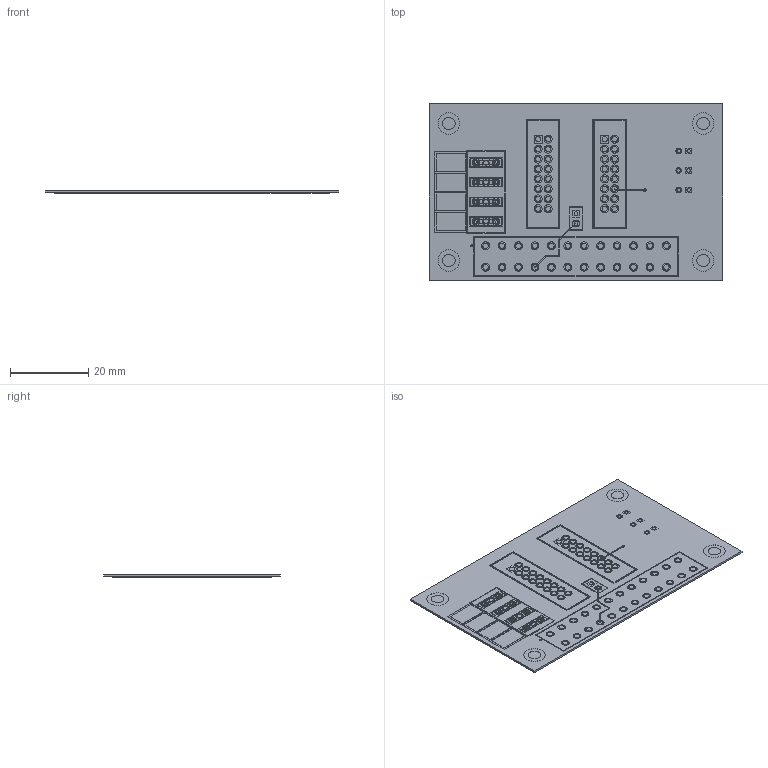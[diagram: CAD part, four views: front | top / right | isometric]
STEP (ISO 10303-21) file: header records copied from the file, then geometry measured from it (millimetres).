
FILE_DESCRIPTION( ( '' ), ' ' );
FILE_NAME( '5a9e8e0bee98c80f3f6fa6bb.step', '2018-03-06T12:48:12', ( '' ), ( '' ), ' ', ' ', ' ' );
FILE_SCHEMA( ( 'AUTOMOTIVE_DESIGN { 1 0 10303 214 1 1 1 1 }' ) );
Length unit declared in the file: metre
Products named in the file (428): Assem1; Open CASCADE STEP translator 6.8 1; Open CASCADE STEP translator 6.8 2; Open CASCADE STEP translator 6.8 3; Open CASCADE STEP translator 6.8 4; Open CASCADE STEP translator 6.8 5; Open CASCADE STEP translator 6.8 6; Open CASCADE STEP translator 6.8 7; Open CASCADE STEP translator 6.8 8; Open CASCADE STEP translator 6.8 9; Open CASCADE STEP translator 6.8 10; Open CASCADE STEP translator 6.8 11; Open CASCADE STEP translator 6.8 12; Open CASCADE STEP translator 6.8 13; Open CASCADE STEP translator 6.8 14; Open CASCADE STEP translator 6.8 15; Open CASCADE STEP translator 6.8 16; Open CASCADE STEP translator 6.8 17; Open CASCADE STEP translator 6.8 18; Open CASCADE STEP translator 6.8 19; Open CASCADE STEP translator 6.8 20; Open CASCADE STEP translator 6.8 21; Open CASCADE STEP translator 6.8 22; Open CASCADE STEP translator 6.8 23; Open CASCADE STEP translator 6.8 24; Open CASCADE STEP translator 6.8 25; Open CASCADE STEP translator 6.8 26; Open CASCADE STEP translator 6.8 27; Open CASCADE STEP translator 6.8 28; Open CASCADE STEP translator 6.8 29; Open CASCADE STEP translator 6.8 30; Open CASCADE STEP translator 6.8 31; Open CASCADE STEP translator 6.8 32; Open CASCADE STEP translator 6.8 33; Open CASCADE STEP translator 6.8 34; Open CASCADE STEP translator 6.8 35; Open CASCADE STEP translator 6.8 36; Open CASCADE STEP translator 6.8 37; Open CASCADE STEP translator 6.8 38; Open CASCADE STEP translator 6.8 39 ...
Assembly tree (427 placements, depth 2):
  Assem1
    Open CASCADE STEP translator 6.8 1
    Open CASCADE STEP translator 6.8 2
    Open CASCADE STEP translator 6.8 3
    Open CASCADE STEP translator 6.8 4
    Open CASCADE STEP translator 6.8 5
    Open CASCADE STEP translator 6.8 6
    Open CASCADE STEP translator 6.8 7
    Open CASCADE STEP translator 6.8 8
    Open CASCADE STEP translator 6.8 9
    Open CASCADE STEP translator 6.8 10
    Open CASCADE STEP translator 6.8 11
    Open CASCADE STEP translator 6.8 12
    Open CASCADE STEP translator 6.8 13
    Open CASCADE STEP translator 6.8 14
    Open CASCADE STEP translator 6.8 15
    Open CASCADE STEP translator 6.8 16
    Open CASCADE STEP translator 6.8 17
    Open CASCADE STEP translator 6.8 18
    Open CASCADE STEP translator 6.8 19
    Open CASCADE STEP translator 6.8 20
    Open CASCADE STEP translator 6.8 21
    Open CASCADE STEP translator 6.8 22
    Open CASCADE STEP translator 6.8 23
    Open CASCADE STEP translator 6.8 24
    Open CASCADE STEP translator 6.8 25
    Open CASCADE STEP translator 6.8 26
    Open CASCADE STEP translator 6.8 27
    Open CASCADE STEP translator 6.8 28
    Open CASCADE STEP translator 6.8 29
    Open CASCADE STEP translator 6.8 30
    Open CASCADE STEP translator 6.8 31
    Open CASCADE STEP translator 6.8 32
    Open CASCADE STEP translator 6.8 33
    Open CASCADE STEP translator 6.8 34
    Open CASCADE STEP translator 6.8 35
    Open CASCADE STEP translator 6.8 36
    Open CASCADE STEP translator 6.8 37
    Open CASCADE STEP translator 6.8 38
    Open CASCADE STEP translator 6.8 39
    Open CASCADE STEP translator 6.8 40
    Open CASCADE STEP translator 6.8 41
    Open CASCADE STEP translator 6.8 42
    Open CASCADE STEP translator 6.8 43
    Open CASCADE STEP translator 6.8 44
    Open CASCADE STEP translator 6.8 45
    Open CASCADE STEP translator 6.8 46
    Open CASCADE STEP translator 6.8 47
    Open CASCADE STEP translator 6.8 48
    Open CASCADE STEP translator 6.8 49
    Open CASCADE STEP translator 6.8 50
    Open CASCADE STEP translator 6.8 51
    Open CASCADE STEP translator 6.8 52
    Open CASCADE STEP translator 6.8 53
    Open CASCADE STEP translator 6.8 54
    Open CASCADE STEP translator 6.8 55
    Open CASCADE STEP translator 6.8 56
    Open CASCADE STEP translator 6.8 57
    Open CASCADE STEP translator 6.8 58
    Open CASCADE STEP translator 6.8 59
Bounding box: 75 x 45 x 0.6 mm (x, y, z)
Volume: 1835.3 mm3; surface area: 9666.1 mm2
Topology: 427 solids, 427 shells, 1604 faces, 2250 edges, 1500 vertices
Faces by surface type: plane 1266, cylinder 338
Full cylindrical faces by diameter (mm): 0.15 x20, 0.203 x34, 0.33 x1, 0.5 x1, 0.688 x2, 0.9 x6, 1.016 x56, 1.3 x4, 1.35 x32, 1.4 x38, 1.778 x2, 2 x70, 2.05 x60, 3.2 x4, 5.5 x8
Entity records: 61582 total; most frequent: DIRECTION 6652, CARTESIAN_POINT 5444, ORIENTED_EDGE 3824, STYLED_ITEM 3516, PRESENTATION_STYLE_ASSIGNMENT 3516, COLOUR_RGB 3516, AXIS2_PLACEMENT_3D 2708, EDGE_LOOP 1970
